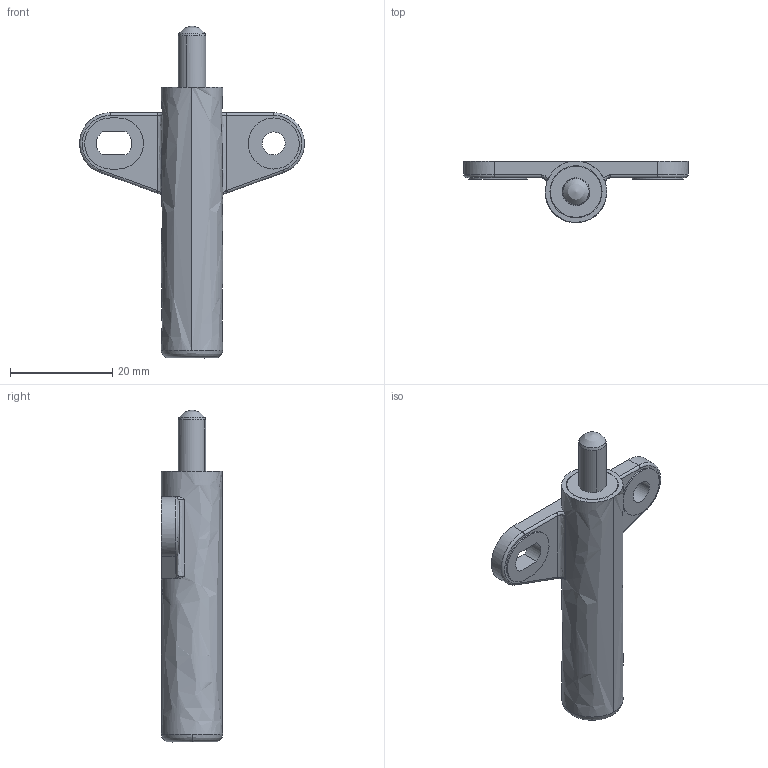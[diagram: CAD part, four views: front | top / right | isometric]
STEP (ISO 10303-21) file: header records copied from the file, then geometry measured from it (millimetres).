
FILE_DESCRIPTION((''),'2;1');
FILE_NAME('','2008-04-30T18:15:58',(''),(''),'','CADfix','');
FILE_SCHEMA(('AUTOMOTIVE_DESIGN { 1 0 10303 214 1 1 1 1 }'));
Length unit declared in the file: millimetre
Bounding box: 43.99 x 12 x 65 mm (x, y, z)
Volume: 7257.4 mm3; surface area: 3976.1 mm2
Topology: 2 solids, 2 shells, 75 faces, 211 edges, 146 vertices
Faces by surface type: bspline 75
Entity records: 3127 total; most frequent: CARTESIAN_POINT 1924, ORIENTED_EDGE 422, EDGE_CURVE 211, VERTEX_POINT 146, EDGE_LOOP 85, QUASI_UNIFORM_CURVE 79, FACE_OUTER_BOUND 75, ADVANCED_FACE 75
